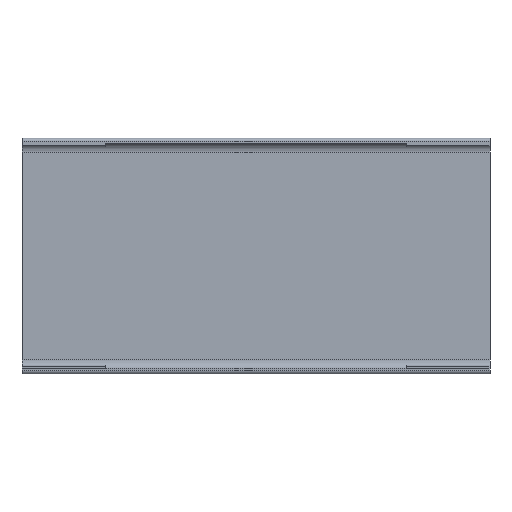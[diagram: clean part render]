
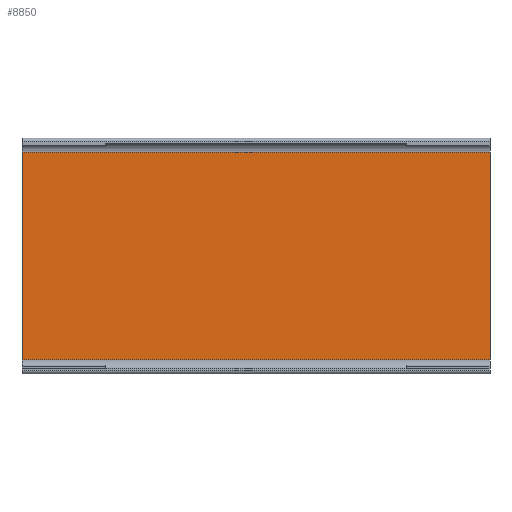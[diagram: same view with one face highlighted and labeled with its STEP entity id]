
A CAD part, front view. The second image highlights one B-rep face of the part: STEP entity #8850.
In plain terms, the highlighted planar face has unit normal (0, -1, 0).
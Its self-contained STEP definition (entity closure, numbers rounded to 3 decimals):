
#1085=FACE_OUTER_BOUND('',#1604,.T.);
#1604=EDGE_LOOP('',(#8031,#8032,#8033,#8034));
#2509=LINE('',#15560,#3414);
#2510=LINE('',#15563,#3415);
#2511=LINE('',#15565,#3416);
#2512=LINE('',#15566,#3417);
#3414=VECTOR('',#10812,10.);
#3415=VECTOR('',#10815,10.);
#3416=VECTOR('',#10816,10.);
#3417=VECTOR('',#10817,10.);
#4264=VERTEX_POINT('',#15556);
#4265=VERTEX_POINT('',#15558);
#4266=VERTEX_POINT('',#15562);
#4267=VERTEX_POINT('',#15564);
#5537=EDGE_CURVE('',#4264,#4265,#2509,.T.);
#5538=EDGE_CURVE('',#4264,#4266,#2510,.T.);
#5539=EDGE_CURVE('',#4267,#4265,#2511,.T.);
#5540=EDGE_CURVE('',#4266,#4267,#2512,.T.);
#8031=ORIENTED_EDGE('',*,*,#5538,.F.);
#8032=ORIENTED_EDGE('',*,*,#5537,.T.);
#8033=ORIENTED_EDGE('',*,*,#5539,.F.);
#8034=ORIENTED_EDGE('',*,*,#5540,.F.);
#8378=PLANE('',#9219);
#8850=ADVANCED_FACE('',(#1085),#8378,.T.);
#9219=AXIS2_PLACEMENT_3D('',#15561,#10813,#10814);
#10812=DIRECTION('',(-1.,0.,0.));
#10813=DIRECTION('center_axis',(0.,-1.,0.));
#10814=DIRECTION('ref_axis',(0.,0.,1.));
#10815=DIRECTION('',(0.,0.,-1.));
#10816=DIRECTION('',(0.,0.,1.));
#10817=DIRECTION('',(-1.,0.,0.));
#15556=CARTESIAN_POINT('',(0.,38.3,80.));
#15558=CARTESIAN_POINT('',(-169.,38.3,80.));
#15560=CARTESIAN_POINT('',(0.,38.3,80.));
#15561=CARTESIAN_POINT('Origin',(0.,38.3,5.));
#15562=CARTESIAN_POINT('',(0.,38.3,5.));
#15563=CARTESIAN_POINT('',(0.,38.3,80.));
#15564=CARTESIAN_POINT('',(-169.,38.3,5.));
#15565=CARTESIAN_POINT('',(-169.,38.3,80.));
#15566=CARTESIAN_POINT('',(0.,38.3,5.));
